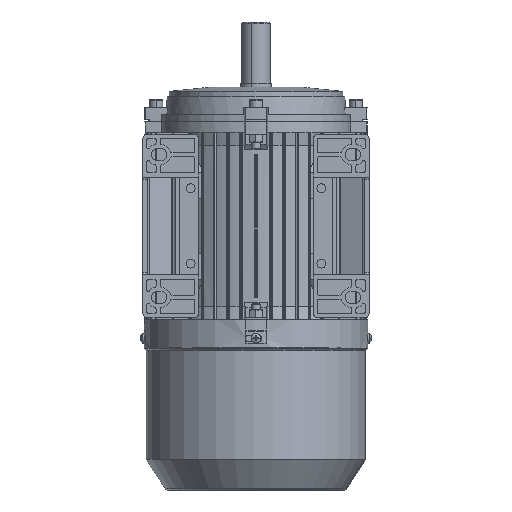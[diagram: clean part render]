
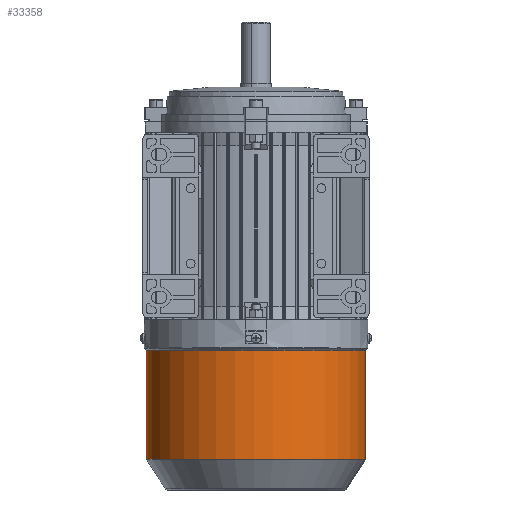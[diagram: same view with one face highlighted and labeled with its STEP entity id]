
A CAD part, front view. The second image highlights one B-rep face of the part: STEP entity #33358.
In plain terms, the highlighted cylindrical face has radius 107.5 mm (diameter 215 mm), a partial arc.
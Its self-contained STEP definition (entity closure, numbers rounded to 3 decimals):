
#33358 = ADVANCED_FACE ( 'NONE', ( #77628 ), #77621, .T. ) ;
#33487 = EDGE_LOOP ( 'NONE', ( #33490, #33501, #33503, #33505 ) ) ;
#33490 = ORIENTED_EDGE ( 'NONE', *, *, #33492, .T. ) ;
#33492 = EDGE_CURVE ( 'NONE', #33494, #33498, #77968, .T. ) ;
#33494 = VERTEX_POINT ( 'NONE', #77924 ) ;
#33498 = VERTEX_POINT ( 'NONE', #77921 ) ;
#33501 = ORIENTED_EDGE ( 'NONE', *, *, #33502, .T. ) ;
#33502 = EDGE_CURVE ( 'NONE', #33498, #33548, #77911, .T. ) ;
#33503 = ORIENTED_EDGE ( 'NONE', *, *, #33543, .F. ) ;
#33505 = ORIENTED_EDGE ( 'NONE', *, *, #33506, .F. ) ;
#33506 = EDGE_CURVE ( 'NONE', #33494, #33538, #78079, .T. ) ;
#33538 = VERTEX_POINT ( 'NONE', #78010 ) ;
#33543 = EDGE_CURVE ( 'NONE', #33538, #33548, #78003, .T. ) ;
#33548 = VERTEX_POINT ( 'NONE', #78005 ) ;
#77611 = DIRECTION ( 'NONE',  ( 0., 0., -1. ) ) ;
#77615 = DIRECTION ( 'NONE',  ( 1., 0., 0. ) ) ;
#77617 = CARTESIAN_POINT ( 'NONE',  ( 2., 0., 0. ) ) ;
#77618 = AXIS2_PLACEMENT_3D ( 'NONE', #77617, #77615, #77611 ) ;
#77621 = CYLINDRICAL_SURFACE ( 'NONE', #77618, 107.5 ) ;
#77628 = FACE_OUTER_BOUND ( 'NONE', #33487, .T. ) ;
#77906 = DIRECTION ( 'NONE',  ( 1., 0., 0. ) ) ;
#77908 = VECTOR ( 'NONE', #77906, 1000. ) ;
#77909 = CARTESIAN_POINT ( 'NONE',  ( 2., 0., 107.5 ) ) ;
#77911 = LINE ( 'NONE', #77909, #77908 ) ;
#77921 = CARTESIAN_POINT ( 'NONE',  ( -135., 0., 107.5 ) ) ;
#77924 = CARTESIAN_POINT ( 'NONE',  ( -135., 0., -107.5 ) ) ;
#77964 = DIRECTION ( 'NONE',  ( 0., 0., -1. ) ) ;
#77965 = DIRECTION ( 'NONE',  ( 1., 0., 0. ) ) ;
#77966 = AXIS2_PLACEMENT_3D ( 'NONE', #77988, #77965, #77964 ) ;
#77968 = CIRCLE ( 'NONE', #77966, 107.5 ) ;
#77988 = CARTESIAN_POINT ( 'NONE',  ( -135., 0., 0. ) ) ;
#77997 = DIRECTION ( 'NONE',  ( 0., 0., -1. ) ) ;
#77999 = DIRECTION ( 'NONE',  ( 1., 0., 0. ) ) ;
#78000 = CARTESIAN_POINT ( 'NONE',  ( -28., 0., 0. ) ) ;
#78001 = AXIS2_PLACEMENT_3D ( 'NONE', #78000, #77999, #77997 ) ;
#78003 = CIRCLE ( 'NONE', #78001, 107.5 ) ;
#78005 = CARTESIAN_POINT ( 'NONE',  ( -28., 0., 107.5 ) ) ;
#78010 = CARTESIAN_POINT ( 'NONE',  ( -28., 0., -107.5 ) ) ;
#78076 = DIRECTION ( 'NONE',  ( 1., 0., 0. ) ) ;
#78077 = VECTOR ( 'NONE', #78076, 1000. ) ;
#78078 = CARTESIAN_POINT ( 'NONE',  ( 2., 0., -107.5 ) ) ;
#78079 = LINE ( 'NONE', #78078, #78077 ) ;
